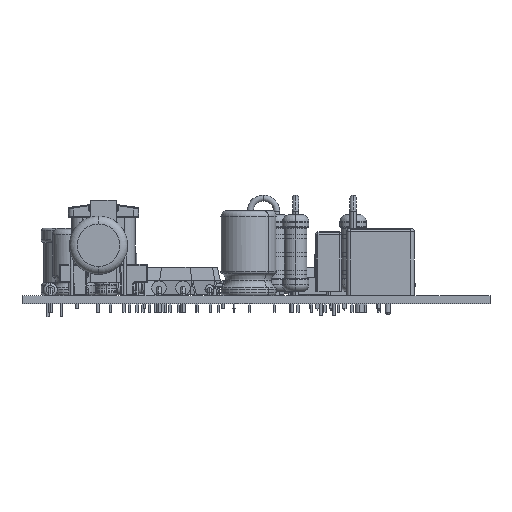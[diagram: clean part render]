
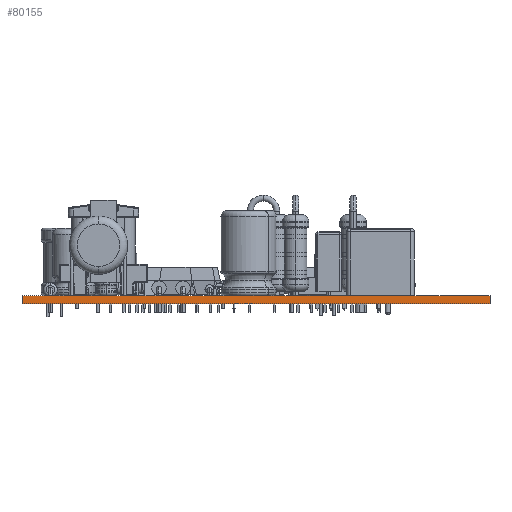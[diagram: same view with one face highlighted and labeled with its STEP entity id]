
A CAD part, left-side view. The second image highlights one B-rep face of the part: STEP entity #80155.
In plain terms, the highlighted planar face has unit normal (-1, 0, 0).
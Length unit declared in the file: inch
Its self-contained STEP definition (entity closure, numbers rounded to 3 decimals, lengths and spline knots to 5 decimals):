
#1382 = EDGE_LOOP ( 'NONE', ( #6606, #48421, #51625, #7939 ) ) ;
#1805 = VERTEX_POINT ( 'NONE', #71715 ) ;
#2049 = EDGE_CURVE ( 'NONE', #96034, #35092, #37844, .T. ) ;
#6606 = ORIENTED_EDGE ( 'NONE', *, *, #67448, .F. ) ;
#7939 = ORIENTED_EDGE ( 'NONE', *, *, #2049, .F. ) ;
#9082 = CARTESIAN_POINT ( 'NONE',  ( 0., 3.475, 0. ) ) ;
#11368 = AXIS2_PLACEMENT_3D ( 'NONE', #79008, #29434, #87569 ) ;
#19898 = EDGE_CURVE ( 'NONE', #42258, #1805, #56238, .T. ) ;
#21033 = PLANE ( 'NONE',  #11368 ) ;
#24719 = LINE ( 'NONE', #73149, #88449 ) ;
#27116 = FACE_OUTER_BOUND ( 'NONE', #1382, .T. ) ;
#29434 = DIRECTION ( 'NONE',  ( 1., 0., 0. ) ) ;
#33992 = VECTOR ( 'NONE', #52129, 39.37008 ) ;
#35092 = VERTEX_POINT ( 'NONE', #86476 ) ;
#37844 = LINE ( 'NONE', #63458, #79573 ) ;
#42258 = VERTEX_POINT ( 'NONE', #9082 ) ;
#48421 = ORIENTED_EDGE ( 'NONE', *, *, #19898, .T. ) ;
#51625 = ORIENTED_EDGE ( 'NONE', *, *, #86807, .T. ) ;
#52129 = DIRECTION ( 'NONE',  ( 0., 0., 1. ) ) ;
#56238 = LINE ( 'NONE', #59837, #100251 ) ;
#59755 = DIRECTION ( 'NONE',  ( 0., -1., 0. ) ) ;
#59837 = CARTESIAN_POINT ( 'NONE',  ( 0., 3.475, 0. ) ) ;
#60095 = DIRECTION ( 'NONE',  ( 0., -1., 0. ) ) ;
#63458 = CARTESIAN_POINT ( 'NONE',  ( 0., 3.475, 0.062 ) ) ;
#64711 = DIRECTION ( 'NONE',  ( 0., 0., 1. ) ) ;
#67448 = EDGE_CURVE ( 'NONE', #42258, #96034, #24719, .T. ) ;
#71715 = CARTESIAN_POINT ( 'NONE',  ( 0., 0., 0. ) ) ;
#73149 = CARTESIAN_POINT ( 'NONE',  ( 0., 3.475, 0. ) ) ;
#79008 = CARTESIAN_POINT ( 'NONE',  ( 0., 3.475, 0. ) ) ;
#79573 = VECTOR ( 'NONE', #60095, 39.37008 ) ;
#80155 = ADVANCED_FACE ( 'NONE', ( #27116 ), #21033, .F. ) ;
#86476 = CARTESIAN_POINT ( 'NONE',  ( 0., 0., 0.062 ) ) ;
#86807 = EDGE_CURVE ( 'NONE', #1805, #35092, #102792, .T. ) ;
#87569 = DIRECTION ( 'NONE',  ( 0., -1., 0. ) ) ;
#88449 = VECTOR ( 'NONE', #64711, 39.37008 ) ;
#93418 = CARTESIAN_POINT ( 'NONE',  ( 0., 0., 0. ) ) ;
#96034 = VERTEX_POINT ( 'NONE', #96767 ) ;
#96767 = CARTESIAN_POINT ( 'NONE',  ( 0., 3.475, 0.062 ) ) ;
#100251 = VECTOR ( 'NONE', #59755, 39.37008 ) ;
#102792 = LINE ( 'NONE', #93418, #33992 ) ;
